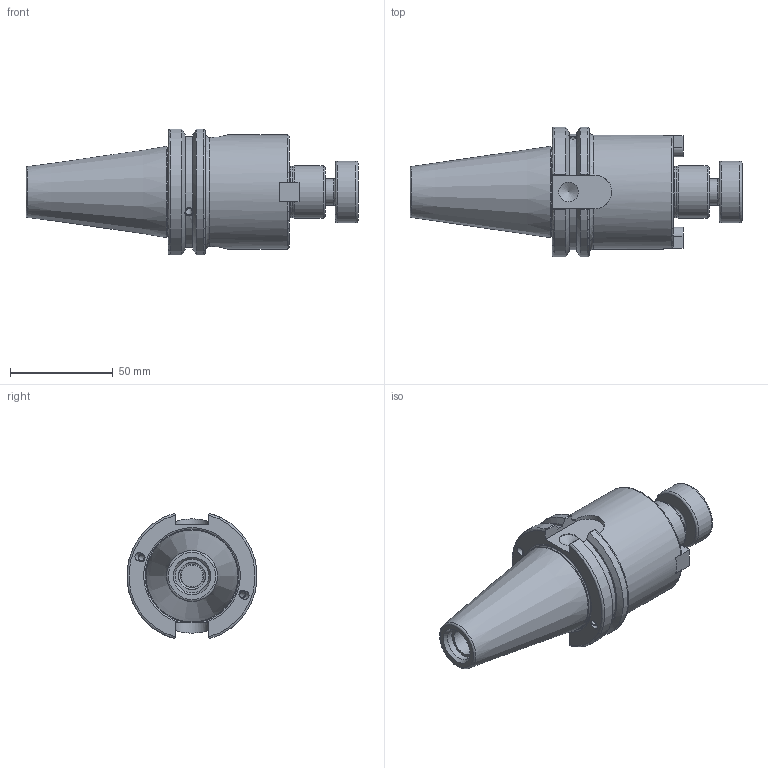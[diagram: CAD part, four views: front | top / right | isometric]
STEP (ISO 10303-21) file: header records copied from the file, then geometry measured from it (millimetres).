
FILE_DESCRIPTION(/* description */ (''),/* implementation_level */ '2;1');
FILE_NAME(/* name */ 'EB028.stp',/* time_stamp */ '2023-04-13T13:57:24+09:00',/* author */ ('eos'),/* organization */ (''),/* preprocessor_version */ 'ST-DEVELOPER v18.1',/* originating_system */ 'Autodesk Inventor 2022',/* authorisation */ '');
FILE_SCHEMA (('AUTOMOTIVE_DESIGN { 1 0 10303 214 3 1 1 }'));
Length unit declared in the file: millimetre
Products named in the file (5): CCT40ADB-SMA12.7-119.888; CAT50; SMA27-DRIV EKEY-SECO; #5316; COLLAR BOLT-UNF3_4-16x47L
Assembly tree (4 placements, depth 2):
  CCT40ADB-SMA12.7-119.888
    CAT50
    SMA27-DRIV EKEY-SECO  x2
    COLLAR BOLT-UNF3_4-16x47L
  #5316
Bounding box: 161.67 x 63.26 x 61.09 mm (x, y, z)
Volume: 216243.5 mm3; surface area: 37895.5 mm2
Topology: 6 solids, 6 shells, 179 faces, 457 edges, 298 vertices
Faces by surface type: plane 87, cylinder 49, cone 24, torus 19
Full cylindrical faces by diameter (mm): 3.242 x6, 3.302 x2, 4 x2, 4.166 x2, 4.2 x2, 4.5 x2, 6.858 x2, 7.5 x2, 9.525 x2, 11.328 x1, 12.7 x1, 13 x1, 13.386 x1, 13.5 x1, 16.3 x1, 24.9 x1, 25.4 x1, 30 x1, 43.8 x1, 55.58 x1
Entity records: 5282 total; most frequent: CARTESIAN_POINT 1288, DIRECTION 822, ORIENTED_EDGE 792, EDGE_CURVE 396, AXIS2_PLACEMENT_3D 327, VERTEX_POINT 262, EDGE_LOOP 180, LINE 168
